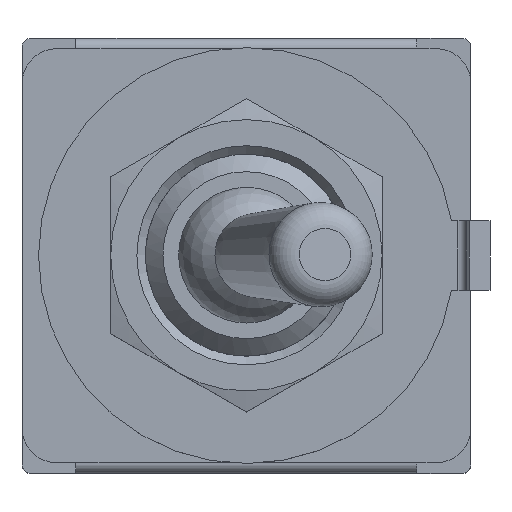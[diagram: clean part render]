
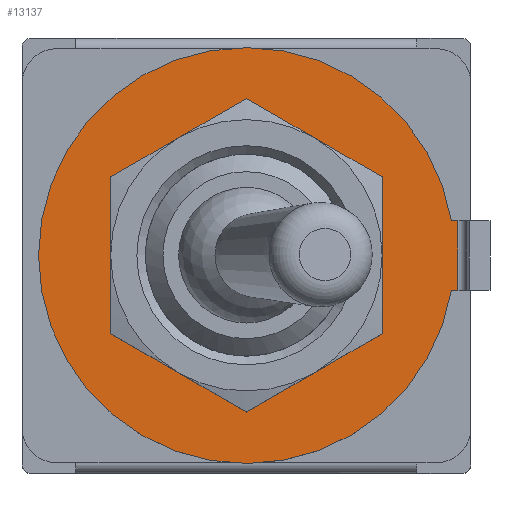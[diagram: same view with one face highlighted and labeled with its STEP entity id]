
A CAD part, top view. The second image highlights one B-rep face of the part: STEP entity #13137.
In plain terms, the highlighted planar face has unit normal (0, 0, 1).
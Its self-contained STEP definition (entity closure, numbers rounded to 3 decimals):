
#12501 = PLANE('',#12502);
#12502 = AXIS2_PLACEMENT_3D('',#12503,#12504,#12505);
#12503 = CARTESIAN_POINT('',(6.456,1.,0.86));
#12504 = DIRECTION('',(0.,1.,0.));
#12505 = DIRECTION('',(0.,0.,1.));
#12558 = VERTEX_POINT('',#12559);
#12559 = CARTESIAN_POINT('',(5.891,1.,0.6));
#12573 = CYLINDRICAL_SURFACE('',#12574,5.975);
#12574 = AXIS2_PLACEMENT_3D('',#12575,#12576,#12577);
#12575 = CARTESIAN_POINT('',(0.,0.,0.));
#12576 = DIRECTION('',(-0.,-0.,-1.));
#12577 = DIRECTION('',(1.,0.,0.));
#12585 = EDGE_CURVE('',#12558,#12586,#12588,.T.);
#12586 = VERTEX_POINT('',#12587);
#12587 = CARTESIAN_POINT('',(6.075,1.,0.6));
#12588 = SURFACE_CURVE('',#12589,(#12593,#12600),.PCURVE_S1.);
#12589 = LINE('',#12590,#12591);
#12590 = CARTESIAN_POINT('',(5.825,1.,0.6));
#12591 = VECTOR('',#12592,1.);
#12592 = DIRECTION('',(1.,0.,0.));
#12593 = PCURVE('',#12501,#12594);
#12594 = DEFINITIONAL_REPRESENTATION('',(#12595),#12599);
#12595 = LINE('',#12596,#12597);
#12596 = CARTESIAN_POINT('',(-0.26,-0.631));
#12597 = VECTOR('',#12598,1.);
#12598 = DIRECTION('',(0.,1.));
#12599 = ( GEOMETRIC_REPRESENTATION_CONTEXT(2) 
PARAMETRIC_REPRESENTATION_CONTEXT() REPRESENTATION_CONTEXT('2D SPACE',''
  ) );
#12600 = PCURVE('',#12601,#12606);
#12601 = PLANE('',#12602);
#12602 = AXIS2_PLACEMENT_3D('',#12603,#12604,#12605);
#12603 = CARTESIAN_POINT('',(0.241,0.,0.6));
#12604 = DIRECTION('',(0.,0.,1.));
#12605 = DIRECTION('',(0.,1.,0.));
#12606 = DEFINITIONAL_REPRESENTATION('',(#12607),#12611);
#12607 = LINE('',#12608,#12609);
#12608 = CARTESIAN_POINT('',(1.,-5.584));
#12609 = VECTOR('',#12610,1.);
#12610 = DIRECTION('',(0.,-1.));
#12611 = ( GEOMETRIC_REPRESENTATION_CONTEXT(2) 
PARAMETRIC_REPRESENTATION_CONTEXT() REPRESENTATION_CONTEXT('2D SPACE',''
  ) );
#12634 = CYLINDRICAL_SURFACE('',#12635,0.25);
#12635 = AXIS2_PLACEMENT_3D('',#12636,#12637,#12638);
#12636 = CARTESIAN_POINT('',(6.075,1.,0.85));
#12637 = DIRECTION('',(0.,1.,0.));
#12638 = DIRECTION('',(1.,0.,0.));
#12771 = PLANE('',#12772);
#12772 = AXIS2_PLACEMENT_3D('',#12773,#12774,#12775);
#12773 = CARTESIAN_POINT('',(6.456,-1.,0.86));
#12774 = DIRECTION('',(0.,1.,0.));
#12775 = DIRECTION('',(0.,0.,1.));
#12959 = EDGE_CURVE('',#12586,#12960,#12962,.T.);
#12960 = VERTEX_POINT('',#12961);
#12961 = CARTESIAN_POINT('',(6.075,-1.,0.6));
#12962 = SURFACE_CURVE('',#12963,(#12967,#12974),.PCURVE_S1.);
#12963 = LINE('',#12964,#12965);
#12964 = CARTESIAN_POINT('',(6.075,1.,0.6));
#12965 = VECTOR('',#12966,1.);
#12966 = DIRECTION('',(0.,-1.,0.));
#12967 = PCURVE('',#12634,#12968);
#12968 = DEFINITIONAL_REPRESENTATION('',(#12969),#12973);
#12969 = LINE('',#12970,#12971);
#12970 = CARTESIAN_POINT('',(-4.712,0.));
#12971 = VECTOR('',#12972,1.);
#12972 = DIRECTION('',(-0.,-1.));
#12973 = ( GEOMETRIC_REPRESENTATION_CONTEXT(2) 
PARAMETRIC_REPRESENTATION_CONTEXT() REPRESENTATION_CONTEXT('2D SPACE',''
  ) );
#12974 = PCURVE('',#12601,#12975);
#12975 = DEFINITIONAL_REPRESENTATION('',(#12976),#12980);
#12976 = LINE('',#12977,#12978);
#12977 = CARTESIAN_POINT('',(1.,-5.834));
#12978 = VECTOR('',#12979,1.);
#12979 = DIRECTION('',(-1.,-0.));
#12980 = ( GEOMETRIC_REPRESENTATION_CONTEXT(2) 
PARAMETRIC_REPRESENTATION_CONTEXT() REPRESENTATION_CONTEXT('2D SPACE',''
  ) );
#13042 = EDGE_CURVE('',#12558,#13043,#13045,.T.);
#13043 = VERTEX_POINT('',#13044);
#13044 = CARTESIAN_POINT('',(5.891,-1.,0.6));
#13045 = SURFACE_CURVE('',#13046,(#13051,#13058),.PCURVE_S1.);
#13046 = CIRCLE('',#13047,5.975);
#13047 = AXIS2_PLACEMENT_3D('',#13048,#13049,#13050);
#13048 = CARTESIAN_POINT('',(0.,0.,0.6));
#13049 = DIRECTION('',(0.,0.,1.));
#13050 = DIRECTION('',(1.,0.,0.));
#13051 = PCURVE('',#12573,#13052);
#13052 = DEFINITIONAL_REPRESENTATION('',(#13053),#13057);
#13053 = LINE('',#13054,#13055);
#13054 = CARTESIAN_POINT('',(-0.,-0.6));
#13055 = VECTOR('',#13056,1.);
#13056 = DIRECTION('',(-1.,0.));
#13057 = ( GEOMETRIC_REPRESENTATION_CONTEXT(2) 
PARAMETRIC_REPRESENTATION_CONTEXT() REPRESENTATION_CONTEXT('2D SPACE',''
  ) );
#13058 = PCURVE('',#12601,#13059);
#13059 = DEFINITIONAL_REPRESENTATION('',(#13060),#13064);
#13060 = CIRCLE('',#13061,5.975);
#13061 = AXIS2_PLACEMENT_2D('',#13062,#13063);
#13062 = CARTESIAN_POINT('',(0.,0.241));
#13063 = DIRECTION('',(0.,-1.));
#13064 = ( GEOMETRIC_REPRESENTATION_CONTEXT(2) 
PARAMETRIC_REPRESENTATION_CONTEXT() REPRESENTATION_CONTEXT('2D SPACE',''
  ) );
#13113 = EDGE_CURVE('',#13043,#12960,#13114,.T.);
#13114 = SURFACE_CURVE('',#13115,(#13119,#13126),.PCURVE_S1.);
#13115 = LINE('',#13116,#13117);
#13116 = CARTESIAN_POINT('',(5.825,-1.,0.6));
#13117 = VECTOR('',#13118,1.);
#13118 = DIRECTION('',(1.,0.,0.));
#13119 = PCURVE('',#12771,#13120);
#13120 = DEFINITIONAL_REPRESENTATION('',(#13121),#13125);
#13121 = LINE('',#13122,#13123);
#13122 = CARTESIAN_POINT('',(-0.26,-0.631));
#13123 = VECTOR('',#13124,1.);
#13124 = DIRECTION('',(0.,1.));
#13125 = ( GEOMETRIC_REPRESENTATION_CONTEXT(2) 
PARAMETRIC_REPRESENTATION_CONTEXT() REPRESENTATION_CONTEXT('2D SPACE',''
  ) );
#13126 = PCURVE('',#12601,#13127);
#13127 = DEFINITIONAL_REPRESENTATION('',(#13128),#13132);
#13128 = LINE('',#13129,#13130);
#13129 = CARTESIAN_POINT('',(-1.,-5.584));
#13130 = VECTOR('',#13131,1.);
#13131 = DIRECTION('',(0.,-1.));
#13132 = ( GEOMETRIC_REPRESENTATION_CONTEXT(2) 
PARAMETRIC_REPRESENTATION_CONTEXT() REPRESENTATION_CONTEXT('2D SPACE',''
  ) );
#13137 = ADVANCED_FACE('',(#13138,#13144),#12601,.T.);
#13138 = FACE_BOUND('',#13139,.T.);
#13139 = EDGE_LOOP('',(#13140,#13141,#13142,#13143));
#13140 = ORIENTED_EDGE('',*,*,#12585,.F.);
#13141 = ORIENTED_EDGE('',*,*,#13042,.T.);
#13142 = ORIENTED_EDGE('',*,*,#13113,.T.);
#13143 = ORIENTED_EDGE('',*,*,#12959,.F.);
#13144 = FACE_BOUND('',#13145,.T.);
#13145 = EDGE_LOOP('',(#13146,#13177,#13205,#13233));
#13146 = ORIENTED_EDGE('',*,*,#13147,.F.);
#13147 = EDGE_CURVE('',#13148,#13150,#13152,.T.);
#13148 = VERTEX_POINT('',#13149);
#13149 = CARTESIAN_POINT('',(2.954,0.35,0.6));
#13150 = VERTEX_POINT('',#13151);
#13151 = CARTESIAN_POINT('',(2.954,-0.35,0.6));
#13152 = SURFACE_CURVE('',#13153,(#13158,#13165),.PCURVE_S1.);
#13153 = CIRCLE('',#13154,2.975);
#13154 = AXIS2_PLACEMENT_3D('',#13155,#13156,#13157);
#13155 = CARTESIAN_POINT('',(0.,0.,0.6));
#13156 = DIRECTION('',(0.,0.,1.));
#13157 = DIRECTION('',(1.,0.,0.));
#13158 = PCURVE('',#12601,#13159);
#13159 = DEFINITIONAL_REPRESENTATION('',(#13160),#13164);
#13160 = CIRCLE('',#13161,2.975);
#13161 = AXIS2_PLACEMENT_2D('',#13162,#13163);
#13162 = CARTESIAN_POINT('',(0.,0.241));
#13163 = DIRECTION('',(0.,-1.));
#13164 = ( GEOMETRIC_REPRESENTATION_CONTEXT(2) 
PARAMETRIC_REPRESENTATION_CONTEXT() REPRESENTATION_CONTEXT('2D SPACE',''
  ) );
#13165 = PCURVE('',#13166,#13171);
#13166 = CYLINDRICAL_SURFACE('',#13167,2.975);
#13167 = AXIS2_PLACEMENT_3D('',#13168,#13169,#13170);
#13168 = CARTESIAN_POINT('',(0.,0.,0.));
#13169 = DIRECTION('',(-0.,-0.,-1.));
#13170 = DIRECTION('',(1.,0.,0.));
#13171 = DEFINITIONAL_REPRESENTATION('',(#13172),#13176);
#13172 = LINE('',#13173,#13174);
#13173 = CARTESIAN_POINT('',(-0.,-0.6));
#13174 = VECTOR('',#13175,1.);
#13175 = DIRECTION('',(-1.,0.));
#13176 = ( GEOMETRIC_REPRESENTATION_CONTEXT(2) 
PARAMETRIC_REPRESENTATION_CONTEXT() REPRESENTATION_CONTEXT('2D SPACE',''
  ) );
#13177 = ORIENTED_EDGE('',*,*,#13178,.F.);
#13178 = EDGE_CURVE('',#13179,#13148,#13181,.T.);
#13179 = VERTEX_POINT('',#13180);
#13180 = CARTESIAN_POINT('',(2.6,0.35,0.6));
#13181 = SURFACE_CURVE('',#13182,(#13186,#13193),.PCURVE_S1.);
#13182 = LINE('',#13183,#13184);
#13183 = CARTESIAN_POINT('',(2.6,0.35,0.6));
#13184 = VECTOR('',#13185,1.);
#13185 = DIRECTION('',(1.,0.,0.));
#13186 = PCURVE('',#12601,#13187);
#13187 = DEFINITIONAL_REPRESENTATION('',(#13188),#13192);
#13188 = LINE('',#13189,#13190);
#13189 = CARTESIAN_POINT('',(0.35,-2.359));
#13190 = VECTOR('',#13191,1.);
#13191 = DIRECTION('',(0.,-1.));
#13192 = ( GEOMETRIC_REPRESENTATION_CONTEXT(2) 
PARAMETRIC_REPRESENTATION_CONTEXT() REPRESENTATION_CONTEXT('2D SPACE',''
  ) );
#13193 = PCURVE('',#13194,#13199);
#13194 = PLANE('',#13195);
#13195 = AXIS2_PLACEMENT_3D('',#13196,#13197,#13198);
#13196 = CARTESIAN_POINT('',(2.6,0.35,0.6));
#13197 = DIRECTION('',(0.,-1.,0.));
#13198 = DIRECTION('',(1.,0.,0.));
#13199 = DEFINITIONAL_REPRESENTATION('',(#13200),#13204);
#13200 = LINE('',#13201,#13202);
#13201 = CARTESIAN_POINT('',(0.,0.));
#13202 = VECTOR('',#13203,1.);
#13203 = DIRECTION('',(1.,0.));
#13204 = ( GEOMETRIC_REPRESENTATION_CONTEXT(2) 
PARAMETRIC_REPRESENTATION_CONTEXT() REPRESENTATION_CONTEXT('2D SPACE',''
  ) );
#13205 = ORIENTED_EDGE('',*,*,#13206,.F.);
#13206 = EDGE_CURVE('',#13207,#13179,#13209,.T.);
#13207 = VERTEX_POINT('',#13208);
#13208 = CARTESIAN_POINT('',(2.6,-0.35,0.6));
#13209 = SURFACE_CURVE('',#13210,(#13214,#13221),.PCURVE_S1.);
#13210 = LINE('',#13211,#13212);
#13211 = CARTESIAN_POINT('',(2.6,-0.35,0.6));
#13212 = VECTOR('',#13213,1.);
#13213 = DIRECTION('',(0.,1.,0.));
#13214 = PCURVE('',#12601,#13215);
#13215 = DEFINITIONAL_REPRESENTATION('',(#13216),#13220);
#13216 = LINE('',#13217,#13218);
#13217 = CARTESIAN_POINT('',(-0.35,-2.359));
#13218 = VECTOR('',#13219,1.);
#13219 = DIRECTION('',(1.,0.));
#13220 = ( GEOMETRIC_REPRESENTATION_CONTEXT(2) 
PARAMETRIC_REPRESENTATION_CONTEXT() REPRESENTATION_CONTEXT('2D SPACE',''
  ) );
#13221 = PCURVE('',#13222,#13227);
#13222 = PLANE('',#13223);
#13223 = AXIS2_PLACEMENT_3D('',#13224,#13225,#13226);
#13224 = CARTESIAN_POINT('',(2.6,-0.35,0.6));
#13225 = DIRECTION('',(1.,0.,0.));
#13226 = DIRECTION('',(0.,1.,-0.));
#13227 = DEFINITIONAL_REPRESENTATION('',(#13228),#13232);
#13228 = LINE('',#13229,#13230);
#13229 = CARTESIAN_POINT('',(0.,0.));
#13230 = VECTOR('',#13231,1.);
#13231 = DIRECTION('',(1.,0.));
#13232 = ( GEOMETRIC_REPRESENTATION_CONTEXT(2) 
PARAMETRIC_REPRESENTATION_CONTEXT() REPRESENTATION_CONTEXT('2D SPACE',''
  ) );
#13233 = ORIENTED_EDGE('',*,*,#13234,.F.);
#13234 = EDGE_CURVE('',#13150,#13207,#13235,.T.);
#13235 = SURFACE_CURVE('',#13236,(#13240,#13247),.PCURVE_S1.);
#13236 = LINE('',#13237,#13238);
#13237 = CARTESIAN_POINT('',(3.4,-0.35,0.6));
#13238 = VECTOR('',#13239,1.);
#13239 = DIRECTION('',(-1.,0.,0.));
#13240 = PCURVE('',#12601,#13241);
#13241 = DEFINITIONAL_REPRESENTATION('',(#13242),#13246);
#13242 = LINE('',#13243,#13244);
#13243 = CARTESIAN_POINT('',(-0.35,-3.159));
#13244 = VECTOR('',#13245,1.);
#13245 = DIRECTION('',(0.,1.));
#13246 = ( GEOMETRIC_REPRESENTATION_CONTEXT(2) 
PARAMETRIC_REPRESENTATION_CONTEXT() REPRESENTATION_CONTEXT('2D SPACE',''
  ) );
#13247 = PCURVE('',#13248,#13253);
#13248 = PLANE('',#13249);
#13249 = AXIS2_PLACEMENT_3D('',#13250,#13251,#13252);
#13250 = CARTESIAN_POINT('',(3.4,-0.35,0.6));
#13251 = DIRECTION('',(0.,1.,-0.));
#13252 = DIRECTION('',(-1.,0.,-0.));
#13253 = DEFINITIONAL_REPRESENTATION('',(#13254),#13258);
#13254 = LINE('',#13255,#13256);
#13255 = CARTESIAN_POINT('',(0.,0.));
#13256 = VECTOR('',#13257,1.);
#13257 = DIRECTION('',(1.,0.));
#13258 = ( GEOMETRIC_REPRESENTATION_CONTEXT(2) 
PARAMETRIC_REPRESENTATION_CONTEXT() REPRESENTATION_CONTEXT('2D SPACE',''
  ) );
